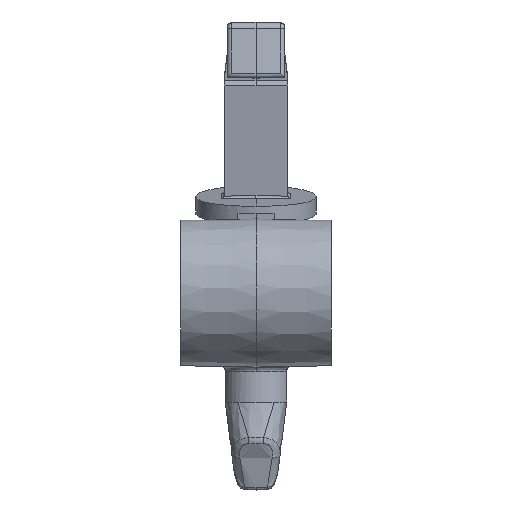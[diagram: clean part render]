
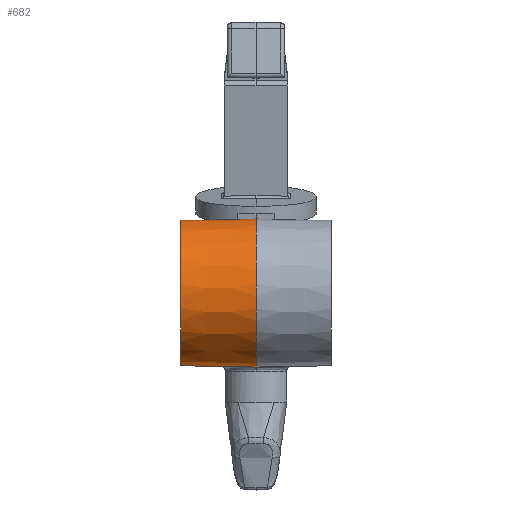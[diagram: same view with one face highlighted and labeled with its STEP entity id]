
A CAD part, left-side view. The second image highlights one B-rep face of the part: STEP entity #682.
In plain terms, the highlighted conical face has half-angle 1 degrees and reference radius 7.811 mm.
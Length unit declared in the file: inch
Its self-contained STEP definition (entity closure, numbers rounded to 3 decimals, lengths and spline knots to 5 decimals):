
#262=CONICAL_SURFACE('',#4552,0.3075,1.);
#289=CIRCLE('',#4350,0.3075);
#347=CIRCLE('',#4538,0.30205);
#682=ADVANCED_FACE('',(#1025),#262,.T.);
#1025=FACE_OUTER_BOUND('',#1278,.T.);
#1278=EDGE_LOOP('',(#2250,#2251,#2252,#2253));
#2250=ORIENTED_EDGE('',*,*,#3576,.T.);
#2251=ORIENTED_EDGE('',*,*,#3586,.T.);
#2252=ORIENTED_EDGE('',*,*,#3259,.T.);
#2253=ORIENTED_EDGE('',*,*,#3592,.F.);
#2853=VERTEX_POINT('',#6264);
#2858=VERTEX_POINT('',#6279);
#3049=VERTEX_POINT('',#8119);
#3050=VERTEX_POINT('',#8121);
#3259=EDGE_CURVE('',#2853,#2858,#289,.T.);
#3576=EDGE_CURVE('',#3050,#3049,#347,.T.);
#3586=EDGE_CURVE('',#3049,#2853,#3957,.T.);
#3592=EDGE_CURVE('',#3050,#2858,#3959,.T.);
#3957=LINE('',#8137,#4223);
#3959=LINE('',#8146,#4225);
#4223=VECTOR('',#5391,1.);
#4225=VECTOR('',#5403,1.);
#4350=AXIS2_PLACEMENT_3D('',#6280,#4867,#4868);
#4538=AXIS2_PLACEMENT_3D('',#8120,#5371,#5372);
#4552=AXIS2_PLACEMENT_3D('',#8147,#5404,#5405);
#4867=DIRECTION('',(0.,1.,0.));
#4868=DIRECTION('',(0.,0.,1.));
#5371=DIRECTION('',(0.,-1.,0.));
#5372=DIRECTION('',(0.,0.,-1.));
#5391=DIRECTION('',(0.,-1.,-0.017));
#5403=DIRECTION('',(0.017,-1.,0.002));
#5404=DIRECTION('',(0.,-1.,0.));
#5405=DIRECTION('',(0.,0.,-1.));
#6264=CARTESIAN_POINT('',(0.6825,0.3125,0.));
#6279=CARTESIAN_POINT('',(0.98695,0.3125,0.35069));
#6280=CARTESIAN_POINT('',(0.6825,0.3125,0.3075));
#8119=CARTESIAN_POINT('',(0.6825,0.625,0.00545));
#8120=CARTESIAN_POINT('',(0.6825,0.625,0.3075));
#8121=CARTESIAN_POINT('',(0.98155,0.625,0.34992));
#8137=CARTESIAN_POINT('',(0.6825,0.3125,0.));
#8146=CARTESIAN_POINT('',(0.98695,0.3125,0.35069));
#8147=CARTESIAN_POINT('',(0.6825,0.3125,0.3075));
